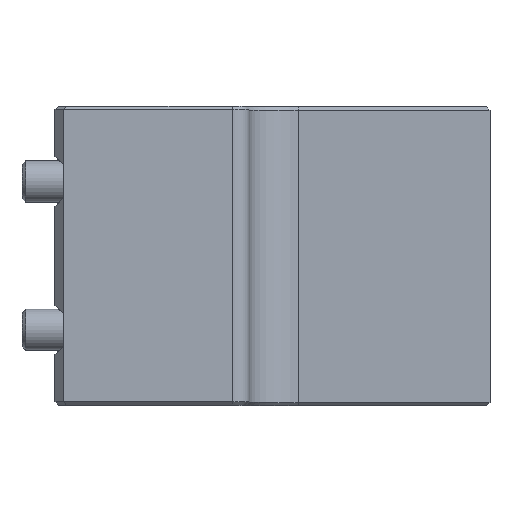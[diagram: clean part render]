
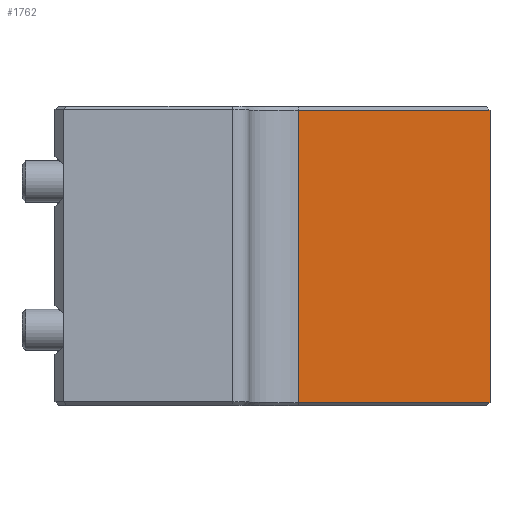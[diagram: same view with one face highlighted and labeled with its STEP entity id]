
A CAD part, top view. The second image highlights one B-rep face of the part: STEP entity #1762.
In plain terms, the highlighted planar face has unit normal (0, 0, 1).
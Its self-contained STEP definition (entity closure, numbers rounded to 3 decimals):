
#103=PLANE('',#1914);
#199=FACE_OUTER_BOUND('',#316,.T.);
#316=EDGE_LOOP('',(#1445,#1446,#1447,#1448));
#445=LINE('',#2718,#641);
#477=LINE('',#2795,#673);
#478=LINE('',#2799,#674);
#479=LINE('',#2800,#675);
#641=VECTOR('',#2198,10.);
#673=VECTOR('',#2274,10.);
#674=VECTOR('',#2279,10.);
#675=VECTOR('',#2280,10.);
#869=VERTEX_POINT('',#2716);
#870=VERTEX_POINT('',#2717);
#893=VERTEX_POINT('',#2794);
#894=VERTEX_POINT('',#2798);
#1052=EDGE_CURVE('',#869,#870,#445,.T.);
#1092=EDGE_CURVE('',#870,#893,#477,.T.);
#1094=EDGE_CURVE('',#869,#894,#478,.T.);
#1095=EDGE_CURVE('',#893,#894,#479,.T.);
#1445=ORIENTED_EDGE('',*,*,#1052,.F.);
#1446=ORIENTED_EDGE('',*,*,#1094,.T.);
#1447=ORIENTED_EDGE('',*,*,#1095,.F.);
#1448=ORIENTED_EDGE('',*,*,#1092,.F.);
#1762=ADVANCED_FACE('',(#199),#103,.T.);
#1914=AXIS2_PLACEMENT_3D('',#2797,#2277,#2278);
#2198=DIRECTION('',(-1.,0.,0.));
#2274=DIRECTION('',(0.,1.,0.));
#2277=DIRECTION('center_axis',(0.,0.,1.));
#2278=DIRECTION('ref_axis',(1.,0.,0.));
#2279=DIRECTION('',(0.,1.,0.));
#2280=DIRECTION('',(1.,0.,0.));
#2716=CARTESIAN_POINT('',(34.25,-17.728,10.5));
#2717=CARTESIAN_POINT('',(11.,-17.728,10.5));
#2718=CARTESIAN_POINT('',(6.688,-17.728,10.5));
#2794=CARTESIAN_POINT('',(11.,17.728,10.5));
#2795=CARTESIAN_POINT('',(11.,0.,10.5));
#2797=CARTESIAN_POINT('Origin',(5.,0.,10.5));
#2798=CARTESIAN_POINT('',(34.25,17.728,10.5));
#2799=CARTESIAN_POINT('',(34.25,0.,10.5));
#2800=CARTESIAN_POINT('',(6.688,17.728,10.5));
